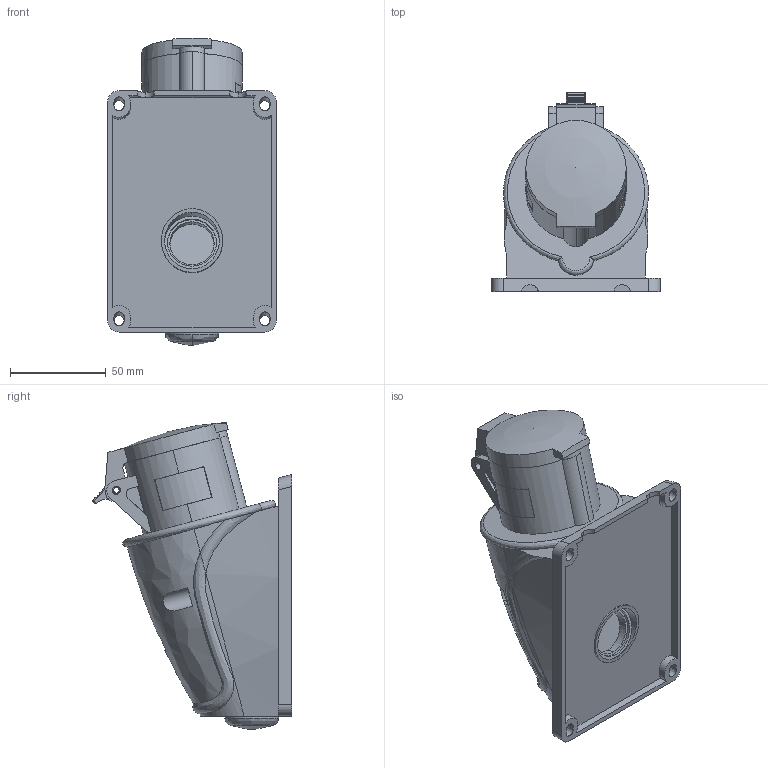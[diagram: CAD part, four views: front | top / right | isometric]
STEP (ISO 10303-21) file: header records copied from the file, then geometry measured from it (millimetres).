
FILE_DESCRIPTION (( 'STEP AP214' ), '1' );
FILE_NAME ('PSN11-016-3 Ðîçåòêà ñòàöèîíàðíàÿ ÑÑÈ-113 16À-6÷200-250Â 2Ð+ÐÅ IP44 MAGNUM ÈÝÊ1.STEP', '2025-09-15T12:16:59', ( '' ), ( '' ), 'SwSTEP 2.0', 'SolidWorks 2022', '' );
FILE_SCHEMA (( 'AUTOMOTIVE_DESIGN' ));
Length unit declared in the file: millimetre
Products named in the file (1): PSN11-016-3 Розетка стационарная ССИ-113 16А-6ч200-250В 2Р+РЕ IP44 MAGNUM ИЭК1
Bounding box: 88 x 103.86 x 160.06 mm (x, y, z)
Volume: 221472.2 mm3; surface area: 124648.7 mm2
Topology: 2 solids, 4 shells, 538 faces, 1448 edges, 955 vertices
Faces by surface type: plane 270, cylinder 184, bspline 49, cone 21, sphere 12, torus 2
Entity records: 24619 total; most frequent: CARTESIAN_POINT 11431, ORIENTED_EDGE 2844, DIRECTION 2599, EDGE_CURVE 1422, VERTEX_POINT 943, AXIS2_PLACEMENT_3D 925, LINE 749, VECTOR 749
